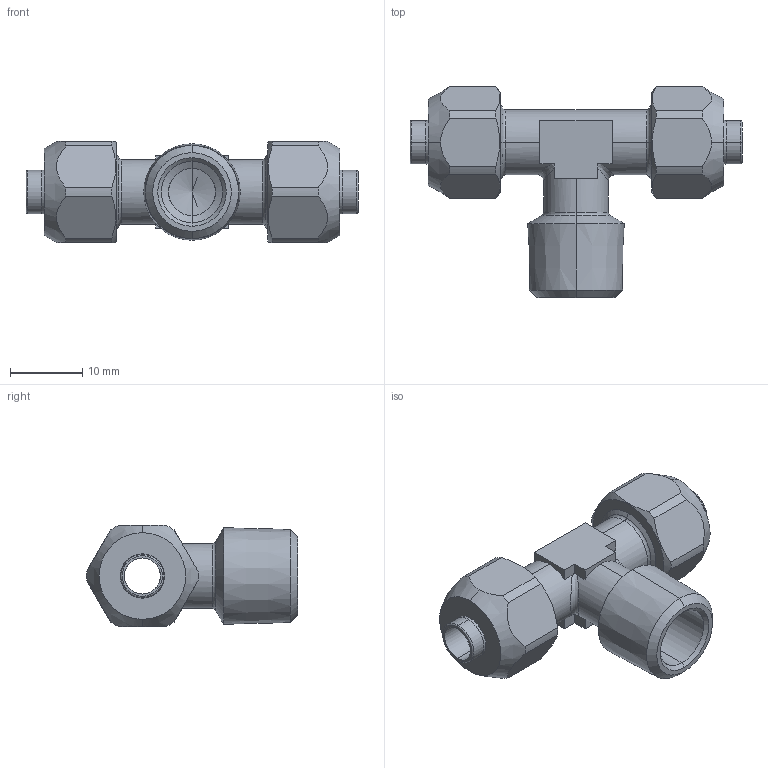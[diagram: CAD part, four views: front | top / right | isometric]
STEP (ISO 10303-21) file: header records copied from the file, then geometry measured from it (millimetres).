
FILE_DESCRIPTION (( 'STEP AP203' ), '1' );
FILE_NAME ('X2100042.STEP', '2011-07-20T11:51:59', ( 'Flavio' ), ( '' ), 'SwSTEP 2.0', 'SolidWorks 2011', '' );
FILE_SCHEMA (( 'CONFIG_CONTROL_DESIGN' ));
Length unit declared in the file: millimetre
Products named in the file (1): X2100042
Bounding box: 46 x 29.25 x 14 mm (x, y, z)
Volume: 4899.8 mm3; surface area: 3926.3 mm2
Topology: 1 solids, 1 shells, 106 faces, 268 edges, 167 vertices
Faces by surface type: plane 37, cylinder 29, cone 28, torus 10, bspline 2
Entity records: 3683 total; most frequent: CARTESIAN_POINT 1078, DIRECTION 534, ORIENTED_EDGE 532, EDGE_CURVE 266, AXIS2_PLACEMENT_3D 211, VERTEX_POINT 167, EDGE_LOOP 115, LINE 112
